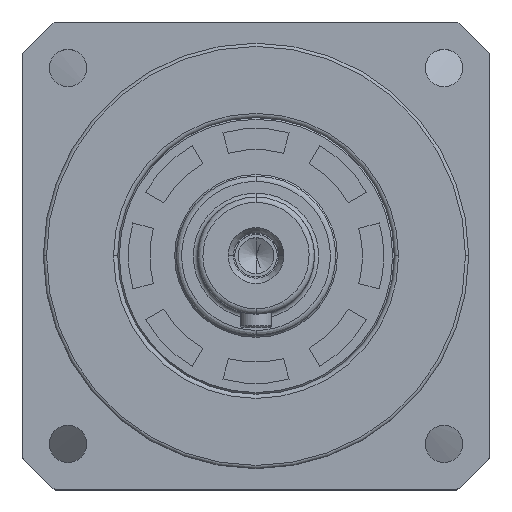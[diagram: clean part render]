
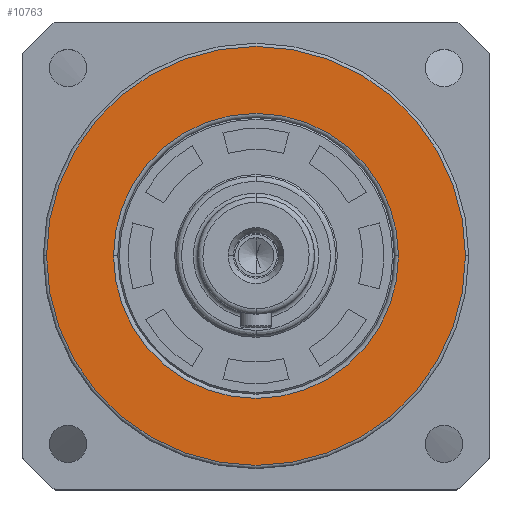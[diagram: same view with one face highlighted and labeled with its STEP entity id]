
A CAD part, top view. The second image highlights one B-rep face of the part: STEP entity #10763.
In plain terms, the highlighted planar face has unit normal (0, 0, 1).
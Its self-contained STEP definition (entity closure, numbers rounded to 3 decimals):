
#764 = AXIS2_PLACEMENT_3D ( 'NONE', #28760, #28649, #28644 ) ;
#933 = VERTEX_POINT ( 'NONE', #8523 ) ;
#1908 = AXIS2_PLACEMENT_3D ( 'NONE', #28273, #26709, #26600 ) ;
#6260 = VERTEX_POINT ( 'NONE', #41731 ) ;
#7305 = FACE_OUTER_BOUND ( 'NONE', #17696, .T. ) ;
#7480 = FACE_BOUND ( 'NONE', #40679, .T. ) ;
#8523 = CARTESIAN_POINT ( 'NONE',  ( 39.4, 0., 44.5 ) ) ;
#8690 = DIRECTION ( 'NONE',  ( 1., 0., 0. ) ) ;
#8740 = DIRECTION ( 'NONE',  ( 0., 0., -1. ) ) ;
#8803 = CARTESIAN_POINT ( 'NONE',  ( 0., 0., 44.5 ) ) ;
#10763 = ADVANCED_FACE ( 'NONE', ( #7305, #7480 ), #26934, .T. ) ;
#13675 = CARTESIAN_POINT ( 'NONE',  ( -39.4, 0., 44.5 ) ) ;
#14065 = EDGE_CURVE ( 'NONE', #6260, #14205, #28881, .T. ) ;
#14205 = VERTEX_POINT ( 'NONE', #23252 ) ;
#15001 = AXIS2_PLACEMENT_3D ( 'NONE', #16894, #16879, #16843 ) ;
#16595 = ORIENTED_EDGE ( 'NONE', *, *, #24434, .F. ) ;
#16843 = DIRECTION ( 'NONE',  ( 1., 0., 0. ) ) ;
#16879 = DIRECTION ( 'NONE',  ( 0., 0., -1. ) ) ;
#16894 = CARTESIAN_POINT ( 'NONE',  ( 0., 0., 44.5 ) ) ;
#17696 = EDGE_LOOP ( 'NONE', ( #16595, #22143 ) ) ;
#17721 = ORIENTED_EDGE ( 'NONE', *, *, #19413, .T. ) ;
#19155 = EDGE_CURVE ( 'NONE', #19315, #933, #44127, .T. ) ;
#19315 = VERTEX_POINT ( 'NONE', #13675 ) ;
#19413 = EDGE_CURVE ( 'NONE', #14205, #6260, #22124, .T. ) ;
#20967 = AXIS2_PLACEMENT_3D ( 'NONE', #8803, #8740, #8690 ) ;
#21265 = AXIS2_PLACEMENT_3D ( 'NONE', #43517, #43467, #43380 ) ;
#22124 = CIRCLE ( 'NONE', #20967, 26.8 ) ;
#22143 = ORIENTED_EDGE ( 'NONE', *, *, #19155, .F. ) ;
#23252 = CARTESIAN_POINT ( 'NONE',  ( -26.8, 0., 44.5 ) ) ;
#24434 = EDGE_CURVE ( 'NONE', #933, #19315, #29383, .T. ) ;
#26600 = DIRECTION ( 'NONE',  ( 1., 0., 0. ) ) ;
#26709 = DIRECTION ( 'NONE',  ( 0., 0., 1. ) ) ;
#26934 = PLANE ( 'NONE',  #1908 ) ;
#28273 = CARTESIAN_POINT ( 'NONE',  ( 0., 0., 44.5 ) ) ;
#28644 = DIRECTION ( 'NONE',  ( 1., 0., 0. ) ) ;
#28649 = DIRECTION ( 'NONE',  ( 0., 0., -1. ) ) ;
#28760 = CARTESIAN_POINT ( 'NONE',  ( 0., 0., 44.5 ) ) ;
#28881 = CIRCLE ( 'NONE', #764, 26.8 ) ;
#29383 = CIRCLE ( 'NONE', #21265, 39.4 ) ;
#40679 = EDGE_LOOP ( 'NONE', ( #42587, #17721 ) ) ;
#41731 = CARTESIAN_POINT ( 'NONE',  ( 26.8, 0., 44.5 ) ) ;
#42587 = ORIENTED_EDGE ( 'NONE', *, *, #14065, .T. ) ;
#43380 = DIRECTION ( 'NONE',  ( 1., 0., 0. ) ) ;
#43467 = DIRECTION ( 'NONE',  ( 0., 0., -1. ) ) ;
#43517 = CARTESIAN_POINT ( 'NONE',  ( 0., 0., 44.5 ) ) ;
#44127 = CIRCLE ( 'NONE', #15001, 39.4 ) ;
